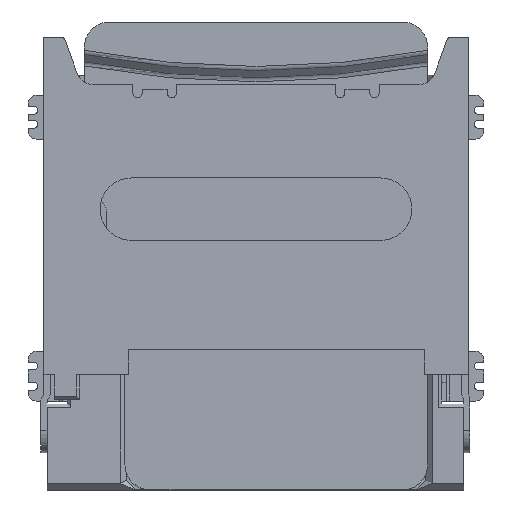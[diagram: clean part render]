
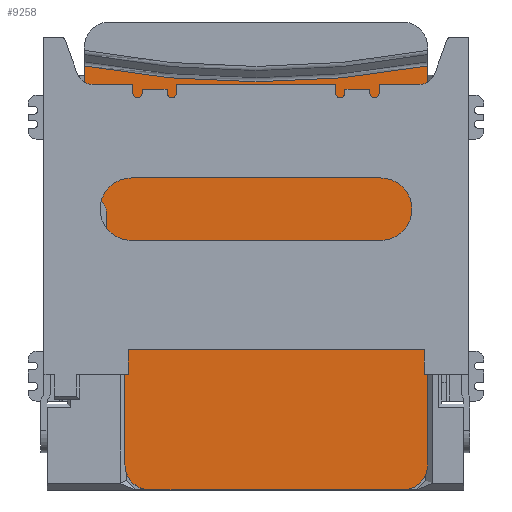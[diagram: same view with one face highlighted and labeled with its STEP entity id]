
A CAD part, top view. The second image highlights one B-rep face of the part: STEP entity #9258.
In plain terms, the highlighted planar face has unit normal (0, 0, 1).
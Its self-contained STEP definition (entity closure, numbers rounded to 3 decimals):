
#241 = CARTESIAN_POINT ( 'NONE',  ( 5.4, -0.3, 0.7 ) ) ;
#274 = AXIS2_PLACEMENT_3D ( 'NONE', #17259, #17160, #8063 ) ;
#940 = CARTESIAN_POINT ( 'NONE',  ( 4.2, 6.7, 0.7 ) ) ;
#1051 = EDGE_CURVE ( 'NONE', #23094, #15375, #1617, .T. ) ;
#1231 = VERTEX_POINT ( 'NONE', #1664 ) ;
#1529 = LINE ( 'NONE', #12104, #19819 ) ;
#1592 = CARTESIAN_POINT ( 'NONE',  ( 4.2, 2.566, 0.7 ) ) ;
#1617 = LINE ( 'NONE', #19697, #4133 ) ;
#1661 = EDGE_CURVE ( 'NONE', #19779, #2258, #20947, .T. ) ;
#1664 = CARTESIAN_POINT ( 'NONE',  ( -5.5, 6.7, 0.7 ) ) ;
#1723 = DIRECTION ( 'NONE',  ( 0., -1., 0. ) ) ;
#1846 = DIRECTION ( 'NONE',  ( -0.707, 0.707, 0. ) ) ;
#1855 = CARTESIAN_POINT ( 'NONE',  ( 4.6, 2.566, 0.7 ) ) ;
#2056 = DIRECTION ( 'NONE',  ( 0., 0., -1. ) ) ;
#2157 = EDGE_CURVE ( 'NONE', #7712, #1231, #19315, .T. ) ;
#2258 = VERTEX_POINT ( 'NONE', #3915 ) ;
#2469 = CARTESIAN_POINT ( 'NONE',  ( 5.5, -2.3, 0.7 ) ) ;
#2645 = VECTOR ( 'NONE', #3091, 1000. ) ;
#2671 = ORIENTED_EDGE ( 'NONE', *, *, #16616, .T. ) ;
#2685 = EDGE_CURVE ( 'NONE', #24805, #9809, #13492, .T. ) ;
#3091 = DIRECTION ( 'NONE',  ( 0., 1., 0. ) ) ;
#3518 = ORIENTED_EDGE ( 'NONE', *, *, #15101, .T. ) ;
#3610 = EDGE_CURVE ( 'NONE', #15369, #18699, #12661, .T. ) ;
#3745 = DIRECTION ( 'NONE',  ( 1., 0., 0. ) ) ;
#3915 = CARTESIAN_POINT ( 'NONE',  ( 5., -0.4, 0.7 ) ) ;
#4133 = VECTOR ( 'NONE', #8181, 1000. ) ;
#4550 = EDGE_CURVE ( 'NONE', #16511, #20234, #6851, .T. ) ;
#4784 = AXIS2_PLACEMENT_3D ( 'NONE', #24401, #12926, #3745 ) ;
#5102 = CARTESIAN_POINT ( 'NONE',  ( 4.8, -0.6, 0.7 ) ) ;
#5427 = DIRECTION ( 'NONE',  ( -1., 0., 0. ) ) ;
#5459 = DIRECTION ( 'NONE',  ( 0., 0., -1. ) ) ;
#5581 = VECTOR ( 'NONE', #1723, 1000. ) ;
#5935 = ORIENTED_EDGE ( 'NONE', *, *, #10342, .T. ) ;
#5979 = CARTESIAN_POINT ( 'NONE',  ( 5.4, -0.4, 0.7 ) ) ;
#6851 = CIRCLE ( 'NONE', #4784, 0.8 ) ;
#7080 = ORIENTED_EDGE ( 'NONE', *, *, #21625, .T. ) ;
#7233 = CARTESIAN_POINT ( 'NONE',  ( 5.1, 0.934, 0.7 ) ) ;
#7242 = ORIENTED_EDGE ( 'NONE', *, *, #27607, .T. ) ;
#7712 = VERTEX_POINT ( 'NONE', #16236 ) ;
#8063 = DIRECTION ( 'NONE',  ( 1., 0., 0. ) ) ;
#8181 = DIRECTION ( 'NONE',  ( 0., 1., 0. ) ) ;
#8555 = AXIS2_PLACEMENT_3D ( 'NONE', #1855, #27148, #11066 ) ;
#8959 = CARTESIAN_POINT ( 'NONE',  ( 5.383, 1.217, 0.7 ) ) ;
#9097 = CARTESIAN_POINT ( 'NONE',  ( 4.917, -1.717, 0.7 ) ) ;
#9133 = ORIENTED_EDGE ( 'NONE', *, *, #3610, .T. ) ;
#9258 = ADVANCED_FACE ( 'NONE', ( #10497 ), #28452, .T. ) ;
#9293 = CARTESIAN_POINT ( 'NONE',  ( 5.5, 0.934, 0.7 ) ) ;
#9390 = ORIENTED_EDGE ( 'NONE', *, *, #2157, .T. ) ;
#9552 = DIRECTION ( 'NONE',  ( 1., 0., 0. ) ) ;
#9809 = VERTEX_POINT ( 'NONE', #1592 ) ;
#9843 = CARTESIAN_POINT ( 'NONE',  ( -5.5, -6.092, 0.7 ) ) ;
#9966 = EDGE_CURVE ( 'NONE', #19034, #23094, #25497, .T. ) ;
#10008 = CARTESIAN_POINT ( 'NONE',  ( 4.317, 2.283, 0.7 ) ) ;
#10338 = DIRECTION ( 'NONE',  ( 0., 0., 1. ) ) ;
#10342 = EDGE_CURVE ( 'NONE', #21040, #15369, #18600, .T. ) ;
#10497 = FACE_OUTER_BOUND ( 'NONE', #18331, .T. ) ;
#10807 = VECTOR ( 'NONE', #13220, 1000. ) ;
#10831 = ORIENTED_EDGE ( 'NONE', *, *, #1661, .T. ) ;
#10988 = AXIS2_PLACEMENT_3D ( 'NONE', #29112, #26733, #12932 ) ;
#11066 = DIRECTION ( 'NONE',  ( -1., 0., 0. ) ) ;
#11077 = CARTESIAN_POINT ( 'NONE',  ( 4.8, -1.434, 0.7 ) ) ;
#11457 = EDGE_CURVE ( 'NONE', #1231, #21040, #26390, .T. ) ;
#11673 = VERTEX_POINT ( 'NONE', #8959 ) ;
#12104 = CARTESIAN_POINT ( 'NONE',  ( 5.4, -0.4, 0.7 ) ) ;
#12661 = LINE ( 'NONE', #25978, #2645 ) ;
#12764 = ORIENTED_EDGE ( 'NONE', *, *, #28945, .T. ) ;
#12926 = DIRECTION ( 'NONE',  ( 0., 0., 1. ) ) ;
#12932 = DIRECTION ( 'NONE',  ( 1., 0., 0. ) ) ;
#12940 = CARTESIAN_POINT ( 'NONE',  ( 3.4, 7.5, 0.7 ) ) ;
#13019 = CARTESIAN_POINT ( 'NONE',  ( -5.5, 6.7, 0.7 ) ) ;
#13220 = DIRECTION ( 'NONE',  ( 0., 1., 0. ) ) ;
#13448 = CARTESIAN_POINT ( 'NONE',  ( 5.2, -1.434, 0.7 ) ) ;
#13492 = CIRCLE ( 'NONE', #8555, 0.4 ) ;
#14303 = DIRECTION ( 'NONE',  ( -1., 0., 0. ) ) ;
#14471 = VERTEX_POINT ( 'NONE', #11077 ) ;
#14674 = DIRECTION ( 'NONE',  ( 0., 0., 1. ) ) ;
#14822 = AXIS2_PLACEMENT_3D ( 'NONE', #26292, #10338, #28693 ) ;
#14824 = DIRECTION ( 'NONE',  ( 1., 0., 0. ) ) ;
#15101 = EDGE_CURVE ( 'NONE', #14471, #19779, #26590, .T. ) ;
#15369 = VERTEX_POINT ( 'NONE', #20242 ) ;
#15375 = VERTEX_POINT ( 'NONE', #9293 ) ;
#15395 = ORIENTED_EDGE ( 'NONE', *, *, #9966, .T. ) ;
#16236 = CARTESIAN_POINT ( 'NONE',  ( -4.7, 7.5, 0.7 ) ) ;
#16511 = VERTEX_POINT ( 'NONE', #19896 ) ;
#16616 = EDGE_CURVE ( 'NONE', #29547, #14471, #22963, .T. ) ;
#16812 = LINE ( 'NONE', #26736, #22227 ) ;
#16820 = CARTESIAN_POINT ( 'NONE',  ( -4.7, 7.5, 0.7 ) ) ;
#17160 = DIRECTION ( 'NONE',  ( 0., 0., 1. ) ) ;
#17259 = CARTESIAN_POINT ( 'NONE',  ( 4.7, -6.7, 0.7 ) ) ;
#17495 = EDGE_CURVE ( 'NONE', #15375, #11673, #26823, .T. ) ;
#17720 = LINE ( 'NONE', #9097, #20623 ) ;
#17788 = DIRECTION ( 'NONE',  ( -0.707, 0.707, 0. ) ) ;
#18104 = LINE ( 'NONE', #16820, #21709 ) ;
#18173 = DIRECTION ( 'NONE',  ( 0., 0., 1. ) ) ;
#18222 = ORIENTED_EDGE ( 'NONE', *, *, #11457, .T. ) ;
#18331 = EDGE_LOOP ( 'NONE', ( #18222, #5935, #9133, #12764, #2671, #3518, #10831, #20056, #15395, #22620, #21091, #7242, #24070, #7080, #19149, #29120, #9390 ) ) ;
#18600 = CIRCLE ( 'NONE', #19435, 30.076 ) ;
#18699 = VERTEX_POINT ( 'NONE', #2469 ) ;
#19034 = VERTEX_POINT ( 'NONE', #5979 ) ;
#19149 = ORIENTED_EDGE ( 'NONE', *, *, #4550, .T. ) ;
#19315 = CIRCLE ( 'NONE', #14822, 0.8 ) ;
#19435 = AXIS2_PLACEMENT_3D ( 'NONE', #28624, #5459, #14824 ) ;
#19697 = CARTESIAN_POINT ( 'NONE',  ( 5.5, 0.934, 0.7 ) ) ;
#19779 = VERTEX_POINT ( 'NONE', #5102 ) ;
#19819 = VECTOR ( 'NONE', #9552, 1000. ) ;
#19896 = CARTESIAN_POINT ( 'NONE',  ( 4.2, 6.7, 0.7 ) ) ;
#20056 = ORIENTED_EDGE ( 'NONE', *, *, #21037, .T. ) ;
#20158 = LINE ( 'NONE', #940, #28433 ) ;
#20174 = CARTESIAN_POINT ( 'NONE',  ( 4.8, -0.6, 0.7 ) ) ;
#20234 = VERTEX_POINT ( 'NONE', #12940 ) ;
#20242 = CARTESIAN_POINT ( 'NONE',  ( 5.5, -6.092, 0.7 ) ) ;
#20495 = DIRECTION ( 'NONE',  ( 1., 0., 0. ) ) ;
#20536 = CARTESIAN_POINT ( 'NONE',  ( 5.5, -0.3, 0.7 ) ) ;
#20623 = VECTOR ( 'NONE', #17788, 1000. ) ;
#20727 = AXIS2_PLACEMENT_3D ( 'NONE', #7233, #14674, #14303 ) ;
#20947 = CIRCLE ( 'NONE', #10988, 0.2 ) ;
#21037 = EDGE_CURVE ( 'NONE', #2258, #19034, #1529, .T. ) ;
#21040 = VERTEX_POINT ( 'NONE', #9843 ) ;
#21091 = ORIENTED_EDGE ( 'NONE', *, *, #17495, .T. ) ;
#21625 = EDGE_CURVE ( 'NONE', #9809, #16511, #20158, .T. ) ;
#21709 = VECTOR ( 'NONE', #5427, 1000. ) ;
#22227 = VECTOR ( 'NONE', #1846, 1000. ) ;
#22620 = ORIENTED_EDGE ( 'NONE', *, *, #1051, .T. ) ;
#22963 = CIRCLE ( 'NONE', #25061, 0.4 ) ;
#23094 = VERTEX_POINT ( 'NONE', #20536 ) ;
#24070 = ORIENTED_EDGE ( 'NONE', *, *, #2685, .T. ) ;
#24301 = CARTESIAN_POINT ( 'NONE',  ( 4.917, -1.717, 0.7 ) ) ;
#24401 = CARTESIAN_POINT ( 'NONE',  ( 3.4, 6.7, 0.7 ) ) ;
#24805 = VERTEX_POINT ( 'NONE', #10008 ) ;
#25061 = AXIS2_PLACEMENT_3D ( 'NONE', #13448, #2056, #20495 ) ;
#25497 = CIRCLE ( 'NONE', #26761, 0.1 ) ;
#25753 = DIRECTION ( 'NONE',  ( 0., 1., 0. ) ) ;
#25978 = CARTESIAN_POINT ( 'NONE',  ( 5.5, -2.3, 0.7 ) ) ;
#25997 = EDGE_CURVE ( 'NONE', #20234, #7712, #18104, .T. ) ;
#26292 = CARTESIAN_POINT ( 'NONE',  ( -4.7, 6.7, 0.7 ) ) ;
#26390 = LINE ( 'NONE', #13019, #5581 ) ;
#26590 = LINE ( 'NONE', #20174, #10807 ) ;
#26733 = DIRECTION ( 'NONE',  ( 0., 0., -1. ) ) ;
#26736 = CARTESIAN_POINT ( 'NONE',  ( 4.317, 2.283, 0.7 ) ) ;
#26761 = AXIS2_PLACEMENT_3D ( 'NONE', #241, #18173, #29644 ) ;
#26823 = CIRCLE ( 'NONE', #20727, 0.4 ) ;
#27148 = DIRECTION ( 'NONE',  ( 0., 0., -1. ) ) ;
#27607 = EDGE_CURVE ( 'NONE', #11673, #24805, #16812, .T. ) ;
#28433 = VECTOR ( 'NONE', #25753, 1000. ) ;
#28452 = PLANE ( 'NONE',  #274 ) ;
#28624 = CARTESIAN_POINT ( 'NONE',  ( 0., -35.66, 0.7 ) ) ;
#28693 = DIRECTION ( 'NONE',  ( 1., 0., 0. ) ) ;
#28945 = EDGE_CURVE ( 'NONE', #18699, #29547, #17720, .T. ) ;
#29112 = CARTESIAN_POINT ( 'NONE',  ( 5., -0.6, 0.7 ) ) ;
#29120 = ORIENTED_EDGE ( 'NONE', *, *, #25997, .T. ) ;
#29547 = VERTEX_POINT ( 'NONE', #24301 ) ;
#29644 = DIRECTION ( 'NONE',  ( -1., 0., 0. ) ) ;
